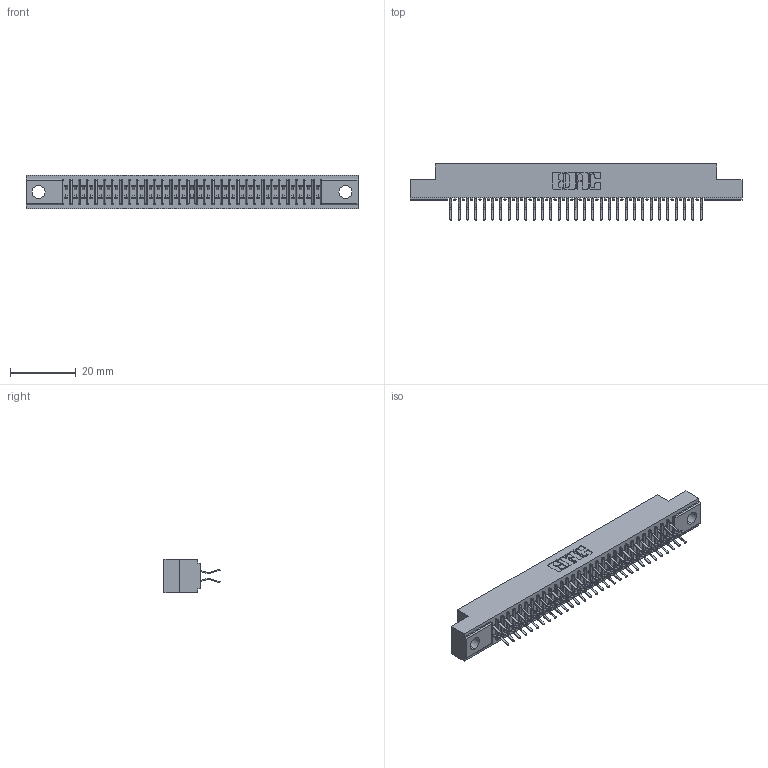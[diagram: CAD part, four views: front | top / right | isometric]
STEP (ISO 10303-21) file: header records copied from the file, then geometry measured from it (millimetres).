
FILE_DESCRIPTION (( 'STEP AP203' ), '1' );
FILE_NAME ('391-062-556-204.STEP', '2018-08-09T13:02:50', ( '' ), ( '' ), 'SwSTEP 2.0', 'SolidWorks 2016', '' );
FILE_SCHEMA (( 'CONFIG_CONTROL_DESIGN' ));
Length unit declared in the file: inch
Products named in the file (3): 341 Part_.156 (3.96) Dia Mounting Holes; 341-292-001_341-292-156; 391-062-556-204
Assembly tree (63 placements, depth 2):
  391-062-556-204
    341 Part_.156 (3.96) Dia Mounting Holes
    341-292-001_341-292-156  x62
Bounding box: 100.97 x 17.07 x 10.16 mm (x, y, z)
Volume: 7359.8 mm3; surface area: 12752 mm2
Topology: 63 solids, 63 shells, 4470 faces, 12969 edges, 8414 vertices
Faces by surface type: plane 2562, cylinder 1784, sphere 64, torus 60
Entity records: 39540 total; most frequent: CARTESIAN_POINT 6579, ORIENTED_EDGE 6534, DIRECTION 6389, EDGE_CURVE 3267, LINE 2629, VECTOR 2629, VERTEX_POINT 2070, AXIS2_PLACEMENT_3D 1880
